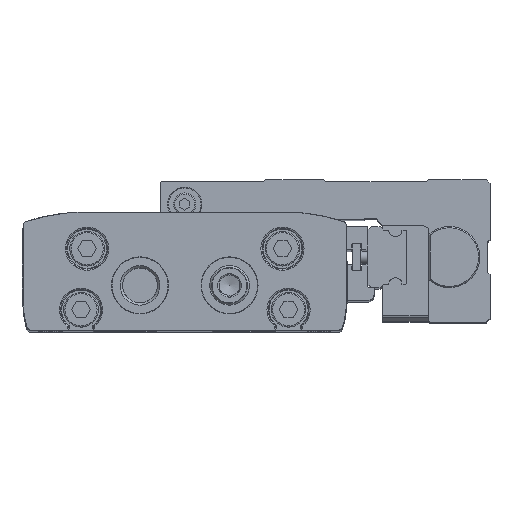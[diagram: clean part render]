
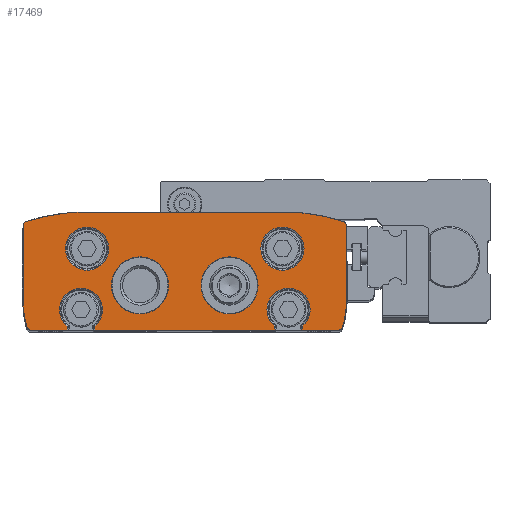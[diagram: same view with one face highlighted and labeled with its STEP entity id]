
A CAD part, top view. The second image highlights one B-rep face of the part: STEP entity #17469.
In plain terms, the highlighted planar face has unit normal (0, 0, 1).
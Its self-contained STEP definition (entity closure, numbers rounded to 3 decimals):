
#762=CIRCLE('',#21490,5.3);
#763=CIRCLE('',#21491,5.3);
#764=CIRCLE('',#21492,1.);
#765=CIRCLE('',#21493,21.);
#766=CIRCLE('',#21494,1.);
#767=CIRCLE('',#21495,45.);
#768=CIRCLE('',#21496,45.);
#769=CIRCLE('',#21497,1.);
#770=CIRCLE('',#21498,21.);
#771=CIRCLE('',#21499,1.);
#772=CIRCLE('',#21500,5.3);
#773=CIRCLE('',#21501,5.3);
#774=CIRCLE('',#21502,7.);
#775=CIRCLE('',#21503,7.);
#1746=ORIENTED_EDGE('',*,*,#6629,.F.);
#1747=ORIENTED_EDGE('',*,*,#6618,.T.);
#1748=ORIENTED_EDGE('',*,*,#6478,.T.);
#1749=ORIENTED_EDGE('',*,*,#6620,.F.);
#1750=ORIENTED_EDGE('',*,*,#6630,.F.);
#1751=ORIENTED_EDGE('',*,*,#6628,.T.);
#1752=ORIENTED_EDGE('',*,*,#6470,.T.);
#1753=ORIENTED_EDGE('',*,*,#6631,.T.);
#1754=ORIENTED_EDGE('',*,*,#6632,.T.);
#1755=ORIENTED_EDGE('',*,*,#6633,.T.);
#1756=ORIENTED_EDGE('',*,*,#6634,.T.);
#1757=ORIENTED_EDGE('',*,*,#6635,.T.);
#1758=ORIENTED_EDGE('',*,*,#6636,.T.);
#1759=ORIENTED_EDGE('',*,*,#6637,.T.);
#1760=ORIENTED_EDGE('',*,*,#6638,.T.);
#1761=ORIENTED_EDGE('',*,*,#6639,.T.);
#1762=ORIENTED_EDGE('',*,*,#6640,.T.);
#1763=ORIENTED_EDGE('',*,*,#6641,.T.);
#1764=ORIENTED_EDGE('',*,*,#6466,.T.);
#1765=ORIENTED_EDGE('',*,*,#6610,.F.);
#1766=ORIENTED_EDGE('',*,*,#6642,.F.);
#1767=ORIENTED_EDGE('',*,*,#6643,.F.);
#1768=ORIENTED_EDGE('',*,*,#6644,.F.);
#1769=ORIENTED_EDGE('',*,*,#6645,.F.);
#6466=EDGE_CURVE('',#8924,#8923,#10677,.T.);
#6470=EDGE_CURVE('',#8928,#8927,#10681,.T.);
#6478=EDGE_CURVE('',#8936,#8935,#10685,.T.);
#6610=EDGE_CURVE('',#9055,#8923,#10763,.T.);
#6618=EDGE_CURVE('',#9060,#8936,#10770,.T.);
#6620=EDGE_CURVE('',#9061,#8935,#10771,.T.);
#6628=EDGE_CURVE('',#9066,#8928,#10778,.T.);
#6629=EDGE_CURVE('',#9060,#9055,#762,.T.);
#6630=EDGE_CURVE('',#9066,#9061,#763,.T.);
#6631=EDGE_CURVE('',#8927,#9067,#764,.T.);
#6632=EDGE_CURVE('',#9067,#9068,#765,.T.);
#6633=EDGE_CURVE('',#9068,#9069,#10779,.T.);
#6634=EDGE_CURVE('',#9069,#9070,#766,.T.);
#6635=EDGE_CURVE('',#9070,#9071,#767,.T.);
#6636=EDGE_CURVE('',#9071,#9072,#10780,.T.);
#6637=EDGE_CURVE('',#9072,#9073,#768,.T.);
#6638=EDGE_CURVE('',#9073,#9074,#769,.T.);
#6639=EDGE_CURVE('',#9074,#9075,#10781,.T.);
#6640=EDGE_CURVE('',#9075,#9076,#770,.T.);
#6641=EDGE_CURVE('',#9076,#8924,#771,.T.);
#6642=EDGE_CURVE('',#9077,#9077,#772,.T.);
#6643=EDGE_CURVE('',#9078,#9078,#773,.T.);
#6644=EDGE_CURVE('',#9079,#9079,#774,.T.);
#6645=EDGE_CURVE('',#9080,#9080,#775,.T.);
#8923=VERTEX_POINT('',#28914);
#8924=VERTEX_POINT('',#28916);
#8927=VERTEX_POINT('',#28922);
#8928=VERTEX_POINT('',#28924);
#8935=VERTEX_POINT('',#28938);
#8936=VERTEX_POINT('',#28940);
#9055=VERTEX_POINT('',#29222);
#9060=VERTEX_POINT('',#29241);
#9061=VERTEX_POINT('',#29248);
#9066=VERTEX_POINT('',#29267);
#9067=VERTEX_POINT('',#29273);
#9068=VERTEX_POINT('',#29275);
#9069=VERTEX_POINT('',#29277);
#9070=VERTEX_POINT('',#29279);
#9071=VERTEX_POINT('',#29281);
#9072=VERTEX_POINT('',#29283);
#9073=VERTEX_POINT('',#29285);
#9074=VERTEX_POINT('',#29287);
#9075=VERTEX_POINT('',#29289);
#9076=VERTEX_POINT('',#29291);
#9077=VERTEX_POINT('',#29294);
#9078=VERTEX_POINT('',#29296);
#9079=VERTEX_POINT('',#29298);
#9080=VERTEX_POINT('',#29300);
#10677=LINE('',#28915,#12224);
#10681=LINE('',#28923,#12228);
#10685=LINE('',#28939,#12232);
#10763=LINE('',#29224,#12310);
#10770=LINE('',#29242,#12317);
#10771=LINE('',#29250,#12318);
#10778=LINE('',#29268,#12325);
#10779=LINE('',#29276,#12326);
#10780=LINE('',#29282,#12327);
#10781=LINE('',#29288,#12328);
#12224=VECTOR('',#23404,1000.);
#12228=VECTOR('',#23408,1000.);
#12232=VECTOR('',#23420,1000.);
#12310=VECTOR('',#23630,1000.);
#12317=VECTOR('',#23643,1000.);
#12318=VECTOR('',#23646,1000.);
#12325=VECTOR('',#23659,1000.);
#12326=VECTOR('',#23670,1000.);
#12327=VECTOR('',#23675,1000.);
#12328=VECTOR('',#23680,1000.);
#13811=EDGE_LOOP('',(#1746,#1747,#1748,#1749,#1750,#1751,#1752,#1753,#1754,
#1755,#1756,#1757,#1758,#1759,#1760,#1761,#1762,#1763,#1764,#1765));
#13812=EDGE_LOOP('',(#1766));
#13813=EDGE_LOOP('',(#1767));
#13814=EDGE_LOOP('',(#1768));
#13815=EDGE_LOOP('',(#1769));
#15352=FACE_BOUND('',#13811,.T.);
#15353=FACE_BOUND('',#13812,.T.);
#15354=FACE_BOUND('',#13813,.T.);
#15355=FACE_BOUND('',#13814,.T.);
#15356=FACE_BOUND('',#13815,.T.);
#16886=PLANE('',#21489);
#17469=ADVANCED_FACE('',(#15352,#15353,#15354,#15355,#15356),#16886,.T.);
#21489=AXIS2_PLACEMENT_3D('',#29269,#23660,#23661);
#21490=AXIS2_PLACEMENT_3D('',#29270,#23662,#23663);
#21491=AXIS2_PLACEMENT_3D('',#29271,#23664,#23665);
#21492=AXIS2_PLACEMENT_3D('',#29272,#23666,#23667);
#21493=AXIS2_PLACEMENT_3D('',#29274,#23668,#23669);
#21494=AXIS2_PLACEMENT_3D('',#29278,#23671,#23672);
#21495=AXIS2_PLACEMENT_3D('',#29280,#23673,#23674);
#21496=AXIS2_PLACEMENT_3D('',#29284,#23676,#23677);
#21497=AXIS2_PLACEMENT_3D('',#29286,#23678,#23679);
#21498=AXIS2_PLACEMENT_3D('',#29290,#23681,#23682);
#21499=AXIS2_PLACEMENT_3D('',#29292,#23683,#23684);
#21500=AXIS2_PLACEMENT_3D('',#29293,#23685,#23686);
#21501=AXIS2_PLACEMENT_3D('',#29295,#23687,#23688);
#21502=AXIS2_PLACEMENT_3D('',#29297,#23689,#23690);
#21503=AXIS2_PLACEMENT_3D('',#29299,#23691,#23692);
#23404=DIRECTION('',(1.,0.,0.));
#23408=DIRECTION('',(1.,0.,0.));
#23420=DIRECTION('',(1.,0.,0.));
#23630=DIRECTION('',(0.,-1.,0.));
#23643=DIRECTION('',(0.,-1.,0.));
#23646=DIRECTION('',(0.,-1.,0.));
#23659=DIRECTION('',(0.,-1.,0.));
#23660=DIRECTION('',(0.,0.,1.));
#23661=DIRECTION('',(1.,0.,0.));
#23662=DIRECTION('',(0.,0.,1.));
#23663=DIRECTION('',(1.,0.,0.));
#23664=DIRECTION('',(0.,0.,1.));
#23665=DIRECTION('',(1.,0.,0.));
#23666=DIRECTION('',(0.,0.,1.));
#23667=DIRECTION('',(1.,0.,0.));
#23668=DIRECTION('',(0.,0.,1.));
#23669=DIRECTION('',(1.,0.,0.));
#23670=DIRECTION('',(0.,1.,0.));
#23671=DIRECTION('',(0.,0.,1.));
#23672=DIRECTION('',(1.,0.,0.));
#23673=DIRECTION('',(0.,0.,1.));
#23674=DIRECTION('',(1.,0.,0.));
#23675=DIRECTION('',(-1.,0.,0.));
#23676=DIRECTION('',(0.,0.,1.));
#23677=DIRECTION('',(1.,0.,0.));
#23678=DIRECTION('',(0.,0.,1.));
#23679=DIRECTION('',(1.,0.,0.));
#23680=DIRECTION('',(0.,-1.,0.));
#23681=DIRECTION('',(0.,0.,1.));
#23682=DIRECTION('',(1.,0.,0.));
#23683=DIRECTION('',(0.,0.,1.));
#23684=DIRECTION('',(1.,0.,0.));
#23685=DIRECTION('',(0.,0.,1.));
#23686=DIRECTION('',(1.,0.,0.));
#23687=DIRECTION('',(0.,0.,1.));
#23688=DIRECTION('',(1.,0.,0.));
#23689=DIRECTION('',(0.,0.,1.));
#23690=DIRECTION('',(1.,0.,0.));
#23691=DIRECTION('',(0.,0.,1.));
#23692=DIRECTION('',(1.,0.,0.));
#28914=CARTESIAN_POINT('',(-28.9,0.,150.));
#28915=CARTESIAN_POINT('',(-37.779,0.,150.));
#28916=CARTESIAN_POINT('',(-37.779,0.,150.));
#28922=CARTESIAN_POINT('',(37.779,0.,150.));
#28923=CARTESIAN_POINT('',(-37.779,0.,150.));
#28924=CARTESIAN_POINT('',(28.9,0.,150.));
#28938=CARTESIAN_POINT('',(22.1,0.,150.));
#28939=CARTESIAN_POINT('',(-37.779,0.,150.));
#28940=CARTESIAN_POINT('',(-22.1,0.,150.));
#29222=CARTESIAN_POINT('',(-28.9,0.934,150.));
#29224=CARTESIAN_POINT('',(-28.9,5.,150.));
#29241=CARTESIAN_POINT('',(-22.1,0.934,150.));
#29242=CARTESIAN_POINT('',(-22.1,5.,150.));
#29248=CARTESIAN_POINT('',(22.1,0.934,150.));
#29250=CARTESIAN_POINT('',(22.1,5.,150.));
#29267=CARTESIAN_POINT('',(28.9,0.934,150.));
#29268=CARTESIAN_POINT('',(28.9,5.,150.));
#29269=CARTESIAN_POINT('',(-18.7,7.,150.));
#29270=CARTESIAN_POINT('',(-25.5,5.,150.));
#29271=CARTESIAN_POINT('',(25.5,5.,150.));
#29272=CARTESIAN_POINT('',(37.779,1.,150.));
#29273=CARTESIAN_POINT('',(38.733,0.7,150.));
#29274=CARTESIAN_POINT('',(18.7,7.,150.));
#29275=CARTESIAN_POINT('',(39.7,7.,150.));
#29276=CARTESIAN_POINT('',(39.7,7.,150.));
#29277=CARTESIAN_POINT('',(39.7,25.713,150.));
#29278=CARTESIAN_POINT('',(38.7,25.713,150.));
#29279=CARTESIAN_POINT('',(39.018,26.661,150.));
#29280=CARTESIAN_POINT('',(24.7,-16.,150.));
#29281=CARTESIAN_POINT('',(24.7,29.,150.));
#29282=CARTESIAN_POINT('',(24.7,29.,150.));
#29283=CARTESIAN_POINT('',(-24.7,29.,150.));
#29284=CARTESIAN_POINT('',(-24.7,-16.,150.));
#29285=CARTESIAN_POINT('',(-39.018,26.661,150.));
#29286=CARTESIAN_POINT('',(-38.7,25.713,150.));
#29287=CARTESIAN_POINT('',(-39.7,25.713,150.));
#29288=CARTESIAN_POINT('',(-39.7,25.713,150.));
#29289=CARTESIAN_POINT('',(-39.7,7.,150.));
#29290=CARTESIAN_POINT('',(-18.7,7.,150.));
#29291=CARTESIAN_POINT('',(-38.733,0.7,150.));
#29292=CARTESIAN_POINT('',(-37.779,1.,150.));
#29293=CARTESIAN_POINT('',(-24.,20.,150.));
#29294=CARTESIAN_POINT('',(-18.7,20.,150.));
#29295=CARTESIAN_POINT('',(24.,20.,150.));
#29296=CARTESIAN_POINT('',(29.3,20.,150.));
#29297=CARTESIAN_POINT('',(-11.,11.,150.));
#29298=CARTESIAN_POINT('',(-4.,11.,150.));
#29299=CARTESIAN_POINT('',(11.,11.,150.));
#29300=CARTESIAN_POINT('',(18.,11.,150.));
